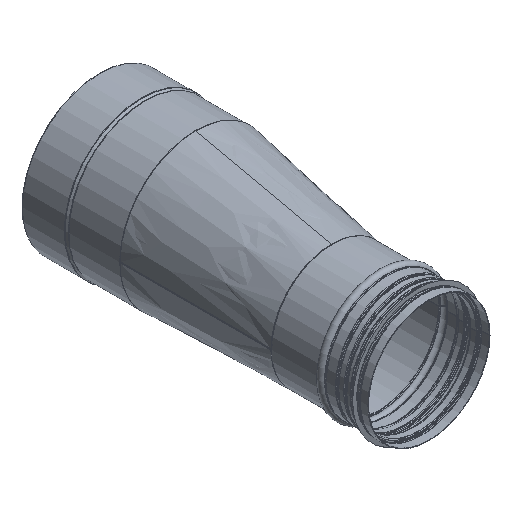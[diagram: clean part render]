
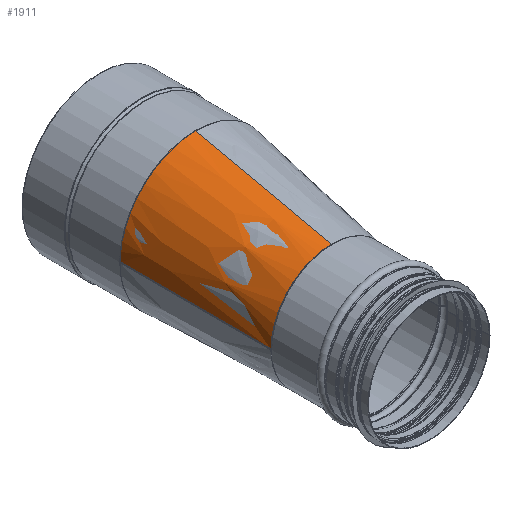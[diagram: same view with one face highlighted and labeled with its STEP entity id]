
A CAD part, isometric view. The second image highlights one B-rep face of the part: STEP entity #1911.
In plain terms, the highlighted free-form (B-spline) face has degree [3, 3] with [4, 10] control points.
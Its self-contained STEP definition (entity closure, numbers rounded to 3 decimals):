
#327=FACE_OUTER_BOUND('',#462,.T.);
#462=EDGE_LOOP('',(#1273,#1274,#1275,#1276));
#839=B_SPLINE_CURVE_WITH_KNOTS('',3,(#3009,#3010,#3011,#3012),
 .UNSPECIFIED.,.F.,.F.,(4,4),(1.,24.327),
 .UNSPECIFIED.);
#842=B_SPLINE_CURVE_WITH_KNOTS('',3,(#3111,#3112,#3113,#3114,#3115,#3116,
#3117,#3118,#3119,#3120,#3121,#3122,#3123,#3124,#3125,#3126),
 .UNSPECIFIED.,.F.,.F.,(4,3,3,3,3,4),(3.144,3.593,
4.041,4.34,4.489,4.703),
 .UNSPECIFIED.);
#845=B_SPLINE_CURVE_WITH_KNOTS('',3,(#3397,#3398,#3399,#3400,#3401,#3402,
#3403,#3404,#3405,#3406,#3407,#3408,#3409,#3410,#3411,#3412,#3413,#3414,
#3415,#3416,#3417,#3418),.UNSPECIFIED.,.F.,.F.,(4,3,3,3,3,3,3,4),(1.581,
1.794,2.018,2.243,2.467,2.691,
2.915,3.14),.UNSPECIFIED.);
#847=B_SPLINE_CURVE_WITH_KNOTS('',3,(#3471,#3472,#3473,#3474),
 .UNSPECIFIED.,.F.,.F.,(4,4),(-2.021,-0.001),
 .UNSPECIFIED.);
#852=VERTEX_POINT('',#3007);
#853=VERTEX_POINT('',#3008);
#858=VERTEX_POINT('',#3085);
#861=VERTEX_POINT('',#3396);
#996=EDGE_CURVE('',#852,#853,#839,.T.);
#1003=EDGE_CURVE('',#853,#858,#842,.T.);
#1009=EDGE_CURVE('',#861,#852,#845,.T.);
#1012=EDGE_CURVE('',#858,#861,#847,.T.);
#1273=ORIENTED_EDGE('',*,*,#996,.T.);
#1274=ORIENTED_EDGE('',*,*,#1003,.T.);
#1275=ORIENTED_EDGE('',*,*,#1012,.T.);
#1276=ORIENTED_EDGE('',*,*,#1009,.T.);
#1763=B_SPLINE_SURFACE_WITH_KNOTS('',3,3,((#3431,#3432,#3433,#3434,#3435,
#3436,#3437,#3438,#3439,#3440),(#3441,#3442,#3443,#3444,#3445,#3446,#3447,
#3448,#3449,#3450),(#3451,#3452,#3453,#3454,#3455,#3456,#3457,#3458,#3459,
#3460),(#3461,#3462,#3463,#3464,#3465,#3466,#3467,#3468,#3469,#3470)),
 .UNSPECIFIED.,.F.,.F.,.F.,(4,4),(4,1,1,1,1,1,1,4),(0.001,
2.099),(-3.142,-2.917,-2.693,
-2.469,-2.245,-2.021,-1.797,
-1.573),.UNSPECIFIED.);
#1911=ADVANCED_FACE('',(#327),#1763,.F.);
#3007=CARTESIAN_POINT('',(126.,0.,0.252));
#3008=CARTESIAN_POINT('',(126.,250.,0.252));
#3009=CARTESIAN_POINT('Ctrl Pts',(126.,0.,
0.252));
#3010=CARTESIAN_POINT('Ctrl Pts',(126.,78.936,0.252));
#3011=CARTESIAN_POINT('Ctrl Pts',(126.,171.067,0.252));
#3012=CARTESIAN_POINT('Ctrl Pts',(126.,250.,0.252));
#3085=CARTESIAN_POINT('',(25.99,250.099,100.99));
#3111=CARTESIAN_POINT('Ctrl Pts',(126.,250.,0.252));
#3112=CARTESIAN_POINT('Ctrl Pts',(125.962,250.,15.35));
#3113=CARTESIAN_POINT('Ctrl Pts',(122.488,250.003,30.438));
#3114=CARTESIAN_POINT('Ctrl Pts',(115.91,250.01,44.022));
#3115=CARTESIAN_POINT('Ctrl Pts',(109.332,250.017,57.606));
#3116=CARTESIAN_POINT('Ctrl Pts',(99.651,250.026,69.687));
#3117=CARTESIAN_POINT('Ctrl Pts',(87.833,250.038,79.08));
#3118=CARTESIAN_POINT('Ctrl Pts',(79.954,250.046,85.342));
#3119=CARTESIAN_POINT('Ctrl Pts',(71.126,250.054,90.409));
#3120=CARTESIAN_POINT('Ctrl Pts',(61.751,250.063,94.072));
#3121=CARTESIAN_POINT('Ctrl Pts',(57.064,250.068,95.904));
#3122=CARTESIAN_POINT('Ctrl Pts',(52.24,250.073,97.384));
#3123=CARTESIAN_POINT('Ctrl Pts',(47.333,250.078,98.497));
#3124=CARTESIAN_POINT('Ctrl Pts',(40.334,250.085,100.083));
#3125=CARTESIAN_POINT('Ctrl Pts',(33.166,250.092,100.92));
#3126=CARTESIAN_POINT('Ctrl Pts',(25.99,250.099,100.99));
#3396=CARTESIAN_POINT('',(1.235,0.099,125.989));
#3397=CARTESIAN_POINT('Ctrl Pts',(1.235,0.099,125.99));
#3398=CARTESIAN_POINT('Ctrl Pts',(10.199,0.092,125.902));
#3399=CARTESIAN_POINT('Ctrl Pts',(19.154,0.085,124.855));
#3400=CARTESIAN_POINT('Ctrl Pts',(27.897,0.078,122.87));
#3401=CARTESIAN_POINT('Ctrl Pts',(37.082,0.07,120.785));
#3402=CARTESIAN_POINT('Ctrl Pts',(46.032,0.063,117.667));
#3403=CARTESIAN_POINT('Ctrl Pts',(54.523,0.057,113.591));
#3404=CARTESIAN_POINT('Ctrl Pts',(63.014,0.05,109.516));
#3405=CARTESIAN_POINT('Ctrl Pts',(71.046,0.044,104.484));
#3406=CARTESIAN_POINT('Ctrl Pts',(78.419,0.038,98.622));
#3407=CARTESIAN_POINT('Ctrl Pts',(85.791,0.032,92.761));
#3408=CARTESIAN_POINT('Ctrl Pts',(92.503,0.027,86.069));
#3409=CARTESIAN_POINT('Ctrl Pts',(98.387,0.022,78.714));
#3410=CARTESIAN_POINT('Ctrl Pts',(104.271,0.017,71.36));
#3411=CARTESIAN_POINT('Ctrl Pts',(109.328,0.013,63.343));
#3412=CARTESIAN_POINT('Ctrl Pts',(113.429,0.01,
54.864));
#3413=CARTESIAN_POINT('Ctrl Pts',(117.53,0.007,
46.385));
#3414=CARTESIAN_POINT('Ctrl Pts',(120.676,0.004,
37.444));
#3415=CARTESIAN_POINT('Ctrl Pts',(122.789,0.003,28.266));
#3416=CARTESIAN_POINT('Ctrl Pts',(124.902,0.001,
19.087));
#3417=CARTESIAN_POINT('Ctrl Pts',(125.981,0.,
9.671));
#3418=CARTESIAN_POINT('Ctrl Pts',(126.,0.,
0.252));
#3431=CARTESIAN_POINT('Ctrl Pts',(1.235,0.099,125.989));
#3432=CARTESIAN_POINT('Ctrl Pts',(10.556,-0.824,125.989));
#3433=CARTESIAN_POINT('Ctrl Pts',(29.197,-2.67,123.871));
#3434=CARTESIAN_POINT('Ctrl Pts',(55.76,-5.301,114.498));
#3435=CARTESIAN_POINT('Ctrl Pts',(79.597,-7.661,99.398));
#3436=CARTESIAN_POINT('Ctrl Pts',(99.511,-9.633,79.326));
#3437=CARTESIAN_POINT('Ctrl Pts',(114.513,-11.119,55.288));
#3438=CARTESIAN_POINT('Ctrl Pts',(123.846,-12.043,28.484));
#3439=CARTESIAN_POINT('Ctrl Pts',(125.981,-12.254,9.666));
#3440=CARTESIAN_POINT('Ctrl Pts',(126.,-12.256,0.254));
#3441=CARTESIAN_POINT('Ctrl Pts',(9.807,86.668,117.333));
#3442=CARTESIAN_POINT('Ctrl Pts',(18.488,85.809,117.333));
#3443=CARTESIAN_POINT('Ctrl Pts',(35.848,84.09,115.36));
#3444=CARTESIAN_POINT('Ctrl Pts',(60.586,81.64,106.631));
#3445=CARTESIAN_POINT('Ctrl Pts',(82.785,79.442,92.569));
#3446=CARTESIAN_POINT('Ctrl Pts',(101.331,77.606,73.875));
#3447=CARTESIAN_POINT('Ctrl Pts',(115.302,76.222,51.489));
#3448=CARTESIAN_POINT('Ctrl Pts',(123.994,75.361,26.527));
#3449=CARTESIAN_POINT('Ctrl Pts',(125.982,75.164,9.002));
#3450=CARTESIAN_POINT('Ctrl Pts',(126.,75.163,0.237));
#3451=CARTESIAN_POINT('Ctrl Pts',(18.38,173.238,108.676));
#3452=CARTESIAN_POINT('Ctrl Pts',(26.42,172.442,108.676));
#3453=CARTESIAN_POINT('Ctrl Pts',(42.499,170.85,106.849));
#3454=CARTESIAN_POINT('Ctrl Pts',(65.412,168.581,98.764));
#3455=CARTESIAN_POINT('Ctrl Pts',(85.973,166.545,85.739));
#3456=CARTESIAN_POINT('Ctrl Pts',(103.151,164.844,68.425));
#3457=CARTESIAN_POINT('Ctrl Pts',(116.091,163.563,47.69));
#3458=CARTESIAN_POINT('Ctrl Pts',(124.142,162.765,24.57));
#3459=CARTESIAN_POINT('Ctrl Pts',(125.984,162.583,8.338));
#3460=CARTESIAN_POINT('Ctrl Pts',(126.,162.581,0.219));
#3461=CARTESIAN_POINT('Ctrl Pts',(26.952,259.808,100.019));
#3462=CARTESIAN_POINT('Ctrl Pts',(34.351,259.075,100.019));
#3463=CARTESIAN_POINT('Ctrl Pts',(49.15,257.61,98.338));
#3464=CARTESIAN_POINT('Ctrl Pts',(70.238,255.522,90.897));
#3465=CARTESIAN_POINT('Ctrl Pts',(89.162,253.648,78.909));
#3466=CARTESIAN_POINT('Ctrl Pts',(104.971,252.082,62.974));
#3467=CARTESIAN_POINT('Ctrl Pts',(116.881,250.903,43.891));
#3468=CARTESIAN_POINT('Ctrl Pts',(124.29,250.169,22.612));
#3469=CARTESIAN_POINT('Ctrl Pts',(125.985,250.001,7.673));
#3470=CARTESIAN_POINT('Ctrl Pts',(126.,250.,0.202));
#3471=CARTESIAN_POINT('Ctrl Pts',(25.99,250.099,100.99));
#3472=CARTESIAN_POINT('Ctrl Pts',(17.739,166.765,109.323));
#3473=CARTESIAN_POINT('Ctrl Pts',(9.487,83.432,117.656));
#3474=CARTESIAN_POINT('Ctrl Pts',(1.235,0.099,125.989));
